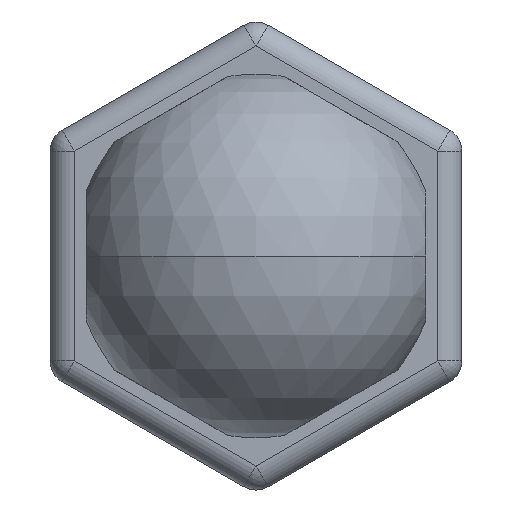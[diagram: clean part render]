
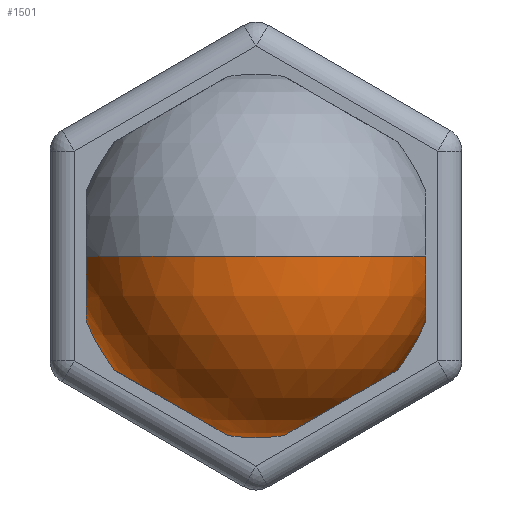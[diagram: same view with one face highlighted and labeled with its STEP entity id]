
A CAD part, front view. The second image highlights one B-rep face of the part: STEP entity #1501.
In plain terms, the highlighted spherical face has radius 7.5 mm.
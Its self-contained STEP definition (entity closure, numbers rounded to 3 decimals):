
#329=CARTESIAN_POINT('',(0.,-14.5,0.));
#330=DIRECTION('',(0.,-1.,0.));
#331=DIRECTION('',(0.778,0.,-0.629));
#332=AXIS2_PLACEMENT_3D('',#329,#330,#331);
#338=CARTESIAN_POINT('',(3.5,-14.5,-6.062));
#339=DIRECTION('',(-0.5,0.,0.866));
#340=DIRECTION('',(-0.866,0.,-0.5));
#341=AXIS2_PLACEMENT_3D('',#338,#339,#340);
#346=CARTESIAN_POINT('',(0.,-14.5,0.));
#347=DIRECTION('',(0.,-1.,0.));
#348=DIRECTION('',(0.,0.,-1.));
#349=AXIS2_PLACEMENT_3D('',#346,#347,#348);
#354=CARTESIAN_POINT('',(0.,-14.5,0.));
#355=DIRECTION('',(0.,-1.,0.));
#356=DIRECTION('',(-0.156,0.,-0.988));
#357=AXIS2_PLACEMENT_3D('',#354,#355,#356);
#362=CARTESIAN_POINT('',(-3.5,-14.5,-6.062));
#363=DIRECTION('',(0.5,0.,0.866));
#364=DIRECTION('',(-0.866,0.,0.5));
#365=AXIS2_PLACEMENT_3D('',#362,#363,#364);
#370=CARTESIAN_POINT('',(0.,-14.5,0.));
#371=DIRECTION('',(0.,-1.,0.));
#372=DIRECTION('',(-0.933,0.,-0.359));
#373=AXIS2_PLACEMENT_3D('',#370,#371,#372);
#378=CARTESIAN_POINT('',(0.,-14.5,0.));
#379=DIRECTION('',(0.,0.,-1.));
#380=DIRECTION('',(0.933,-0.359,0.));
#381=AXIS2_PLACEMENT_3D('',#378,#379,#380);
#412=CARTESIAN_POINT('',(7.,-14.5,0.));
#413=DIRECTION('',(1.,0.,0.));
#414=DIRECTION('',(0.,-1.,0.));
#415=AXIS2_PLACEMENT_3D('',#412,#413,#414);
#436=CARTESIAN_POINT('',(0.,-14.5,0.));
#437=DIRECTION('',(0.,0.,1.));
#438=DIRECTION('',(-0.933,-0.359,0.));
#439=AXIS2_PLACEMENT_3D('',#436,#437,#438);
#526=CARTESIAN_POINT('',(-7.,-14.5,0.));
#527=DIRECTION('',(-1.,0.,0.));
#528=DIRECTION('',(0.,0.,-1.));
#529=AXIS2_PLACEMENT_3D('',#526,#527,#528);
#1330=CARTESIAN_POINT('',(5.832,-14.5,-4.716));
#1331=CARTESIAN_POINT('',(7.,-14.5,-2.693));
#1332=VERTEX_POINT('',#1330);
#1333=VERTEX_POINT('',#1331);
#1334=CARTESIAN_POINT('',(7.,-17.193,0.));
#1335=VERTEX_POINT('',#1334);
#1336=CARTESIAN_POINT('',(0.,-22.,0.));
#1337=VERTEX_POINT('',#1336);
#1338=CARTESIAN_POINT('',(-7.,-17.193,0.));
#1339=VERTEX_POINT('',#1338);
#1340=CARTESIAN_POINT('',(-7.,-14.5,-2.693));
#1341=VERTEX_POINT('',#1340);
#1342=CARTESIAN_POINT('',(-5.832,-14.5,-4.716));
#1343=VERTEX_POINT('',#1342);
#1344=CARTESIAN_POINT('',(-1.168,-14.5,-7.408));
#1345=VERTEX_POINT('',#1344);
#1346=CARTESIAN_POINT('',(0.,-14.5,-7.5));
#1347=VERTEX_POINT('',#1346);
#1348=CARTESIAN_POINT('',(1.168,-14.5,-7.408));
#1349=VERTEX_POINT('',#1348);
#1474=CARTESIAN_POINT('',(0.,-14.5,0.));
#1475=DIRECTION('',(0.,0.,1.));
#1476=DIRECTION('',(-1.,0.,0.));
#1477=AXIS2_PLACEMENT_3D('',#1474,#1475,#1476);
#1478=SPHERICAL_SURFACE('',#1477,7.5);
#1480=ORIENTED_EDGE('',*,*,#1479,.F.);
#1482=ORIENTED_EDGE('',*,*,#1481,.F.);
#1484=ORIENTED_EDGE('',*,*,#1483,.F.);
#1486=ORIENTED_EDGE('',*,*,#1485,.F.);
#1488=ORIENTED_EDGE('',*,*,#1487,.F.);
#1490=ORIENTED_EDGE('',*,*,#1489,.F.);
#1492=ORIENTED_EDGE('',*,*,#1491,.T.);
#1494=ORIENTED_EDGE('',*,*,#1493,.T.);
#1496=ORIENTED_EDGE('',*,*,#1495,.F.);
#1498=ORIENTED_EDGE('',*,*,#1497,.T.);
#1499=EDGE_LOOP('',(#1480,#1482,#1484,#1486,#1488,#1490,#1492,#1494,#1496,
#1498));
#1500=FACE_OUTER_BOUND('',#1499,.F.);
#333=CIRCLE('',#332,7.5);
#342=CIRCLE('',#341,2.693);
#350=CIRCLE('',#349,7.5);
#358=CIRCLE('',#357,7.5);
#366=CIRCLE('',#365,2.693);
#374=CIRCLE('',#373,7.5);
#382=CIRCLE('',#381,7.5);
#416=CIRCLE('',#415,2.693);
#440=CIRCLE('',#439,7.5);
#530=CIRCLE('',#529,2.693);
#1479=EDGE_CURVE('',#1332,#1333,#333,.T.);
#1481=EDGE_CURVE('',#1349,#1332,#342,.T.);
#1483=EDGE_CURVE('',#1347,#1349,#350,.T.);
#1485=EDGE_CURVE('',#1345,#1347,#358,.T.);
#1487=EDGE_CURVE('',#1343,#1345,#366,.T.);
#1489=EDGE_CURVE('',#1341,#1343,#374,.T.);
#1491=EDGE_CURVE('',#1341,#1339,#530,.T.);
#1493=EDGE_CURVE('',#1339,#1337,#440,.T.);
#1495=EDGE_CURVE('',#1335,#1337,#382,.T.);
#1497=EDGE_CURVE('',#1335,#1333,#416,.T.);
#1501=ADVANCED_FACE('',(#1500),#1478,.T.);
